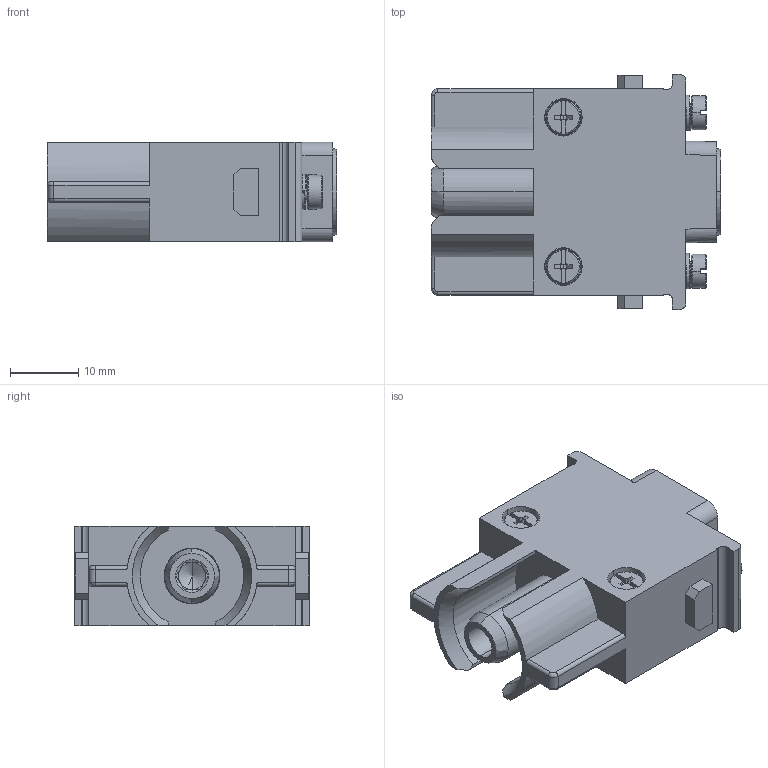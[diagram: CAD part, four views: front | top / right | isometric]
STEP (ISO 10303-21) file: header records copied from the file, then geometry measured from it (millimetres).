
FILE_DESCRIPTION((''),'2;1');
FILE_NAME('HMPE-001-M','2022-05-30T',('lj.zou'),(''),'PRO/ENGINEER BY PARAMETRIC TECHNOLOGY CORPORATION, 2012480','PRO/ENGINEER BY PARAMETRIC TECHNOLOGY CORPORATION, 2012480','');
FILE_SCHEMA(('CONFIG_CONTROL_DESIGN'));
Length unit declared in the file: millimetre
Products named in the file (1): HMPE-001-M
Bounding box: 42.5 x 34.5 x 14.6 mm (x, y, z)
Volume: 11940.4 mm3; surface area: 7312.9 mm2
Topology: 1 solids, 4 shells, 345 faces, 926 edges, 588 vertices
Faces by surface type: plane 169, cylinder 86, cone 48, bspline 33, torus 9
Entity records: 16448 total; most frequent: CARTESIAN_POINT 8130, ORIENTED_EDGE 1798, DIRECTION 1569, EDGE_CURVE 906, VERTEX_POINT 588, AXIS2_PLACEMENT_3D 533, VECTOR 503, LINE 503
